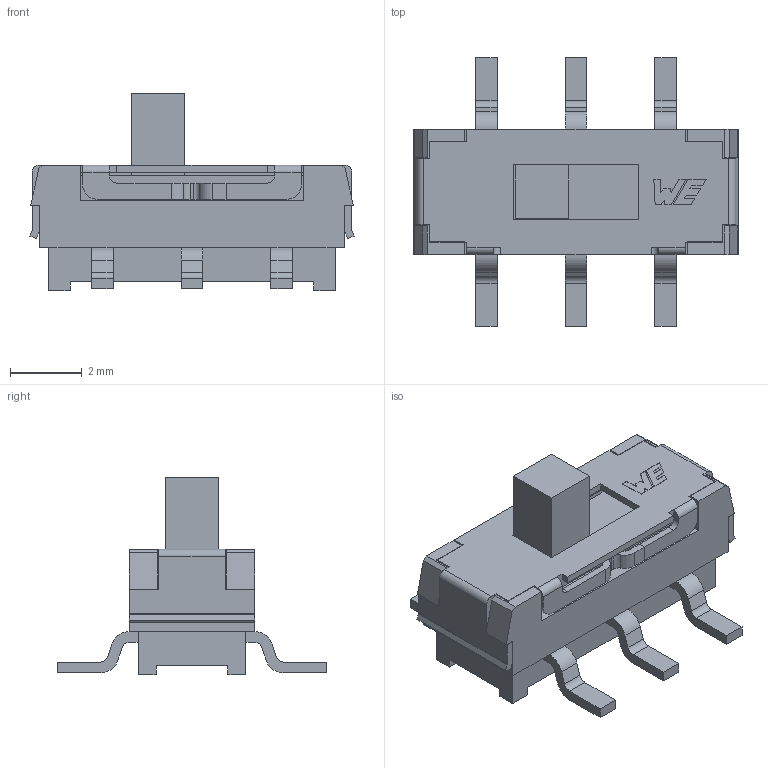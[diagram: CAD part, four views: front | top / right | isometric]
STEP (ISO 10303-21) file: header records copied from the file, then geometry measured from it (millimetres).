
FILE_DESCRIPTION(/* description */ ('Unknown'),/* implementation_level */ '2;1');
FILE_NAME(/* name */ '452406020024',/* time_stamp */ '2023-06-29T07:57:37+02:00',/* author */ ('Unknown'),/* organization */ ('Unknown'),/* preprocessor_version */ 'ST-DEVELOPER v16.7',/* originating_system */ 'Solid Edge',/* authorisation */ 'Unknown');
FILE_SCHEMA (('AUTOMOTIVE_DESIGN {1 0 10303 214 3 1 1}'));
Length unit declared in the file: millimetre
Products named in the file (4): 452406020024; Base; Actuator; cover
Assembly tree (3 placements, depth 2):
  452406020024
    Base
    Actuator
    cover
Bounding box: 9.05 x 7.5 x 5.5 mm (x, y, z)
Volume: 97.1 mm3; surface area: 312.3 mm2
Topology: 3 solids, 3 shells, 264 faces, 747 edges, 492 vertices
Faces by surface type: plane 216, cylinder 48
Entity records: 9515 total; most frequent: CARTESIAN_POINT 1507, ORIENTED_EDGE 1494, DIRECTION 1379, EDGE_CURVE 747, LINE 651, VECTOR 651, VERTEX_POINT 492, AXIS2_PLACEMENT_3D 364
